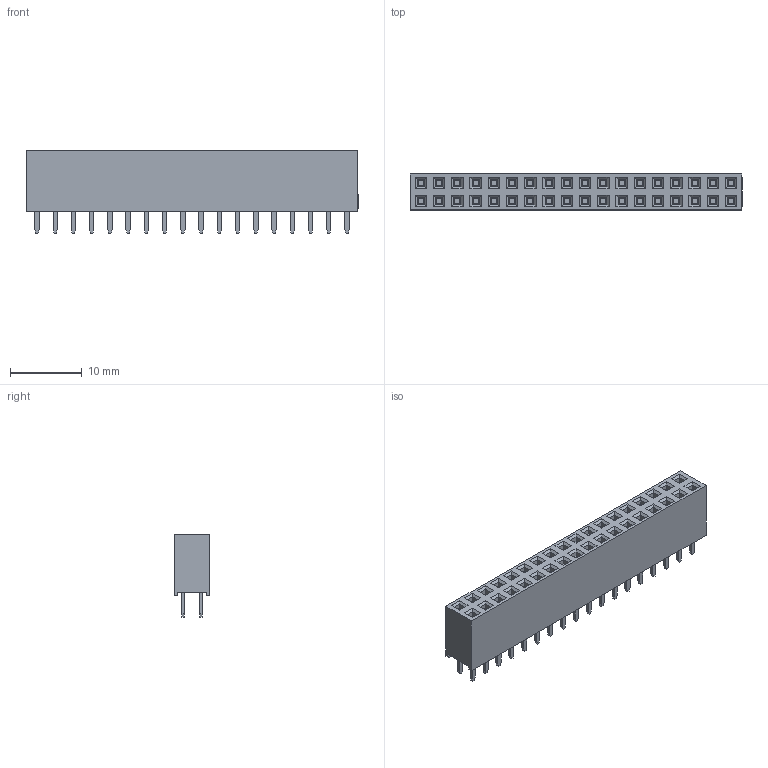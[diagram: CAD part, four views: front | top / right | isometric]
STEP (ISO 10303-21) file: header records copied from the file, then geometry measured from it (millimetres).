
FILE_DESCRIPTION(/* description */ (''),/* implementation_level */ '2;1');
FILE_NAME(/* name */ '36-Pin Header - Female - Double - 2.54mm.step',/* time_stamp */ '2021-04-21T15:53:09+02:00',/* author */ (''),/* organization */ (''),/* preprocessor_version */ 'ST-DEVELOPER v18.1',/* originating_system */ 'Autodesk Translation Framework v10.6.0.1341',/* authorisation */ '');
FILE_SCHEMA (('AUTOMOTIVE_DESIGN { 1 0 10303 214 3 1 1 }'));
Length unit declared in the file: millimetre
Products named in the file (3): Pin Header - Double - Female - 2.54mm; 36-Pin-Header-Female-Double-2.54mm; Komponente5
Assembly tree (2 placements, depth 3):
  Pin Header - Double - Female - 2.54mm
    36-Pin-Header-Female-Double-2.54mm
      Komponente5
Bounding box: 46.22 x 5 x 11.5 mm (x, y, z)
Volume: 1722 mm3; surface area: 3944.6 mm2
Topology: 1 solids, 1 shells, 1054 faces, 2688 edges, 1744 vertices
Faces by surface type: plane 1054
Entity records: 31515 total; most frequent: CARTESIAN_POINT 5491, ORIENTED_EDGE 5376, DIRECTION 4806, LINE 2688, VECTOR 2688, EDGE_CURVE 2688, VERTEX_POINT 1744, EDGE_LOOP 1162
